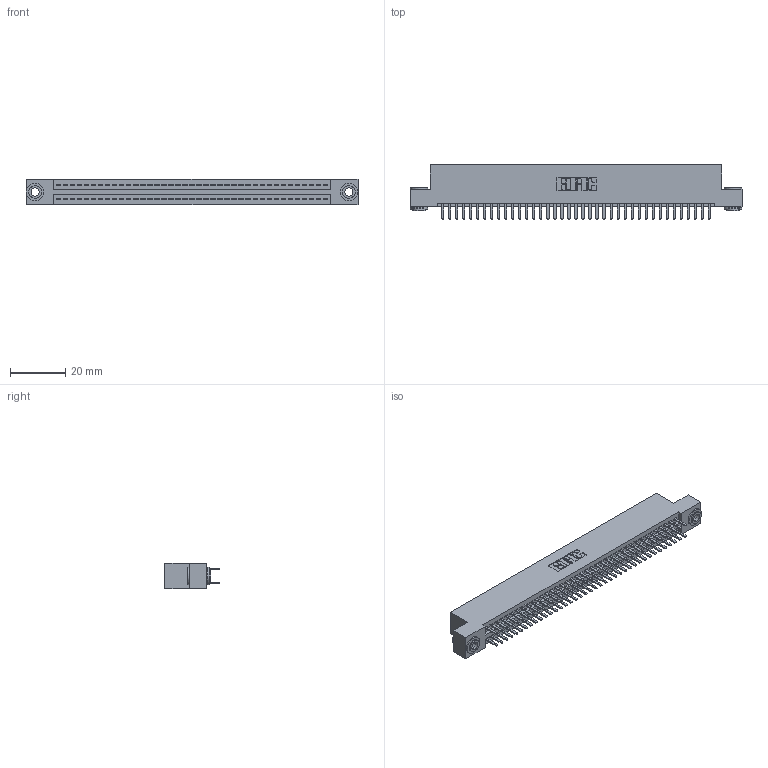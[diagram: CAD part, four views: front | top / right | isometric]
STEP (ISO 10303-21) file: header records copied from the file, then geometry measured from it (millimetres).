
FILE_DESCRIPTION (( 'STEP AP203' ), '1' );
FILE_NAME ('345-078-520-203.STEP', '2019-10-31T14:35:59', ( '' ), ( '' ), 'SwSTEP 2.0', 'SolidWorks 2016', '' );
FILE_SCHEMA (( 'CONFIG_CONTROL_DESIGN' ));
Length unit declared in the file: inch
Products named in the file (4): 345-078-520-203; 345-292-001_345-293-120; 345-250-002_345-250-002-102; 345 Part_Flush Mounting Lugs - 0.156 Dia-TH
Assembly tree (81 placements, depth 2):
  345-078-520-203
    345 Part_Flush Mounting Lugs - 0.156 Dia-TH
    345-292-001_345-293-120  x78
    345-250-002_345-250-002-102  x2
Bounding box: 120.27 x 19.68 x 9.4 mm (x, y, z)
Volume: 11640.3 mm3; surface area: 17280.2 mm2
Topology: 81 solids, 81 shells, 4376 faces, 12663 edges, 8230 vertices
Faces by surface type: plane 2820, cylinder 1548, cone 8
Entity records: 31768 total; most frequent: CARTESIAN_POINT 5315, ORIENTED_EDGE 5230, DIRECTION 4709, EDGE_CURVE 2615, VECTOR 2299, LINE 2299, VERTEX_POINT 1738, AXIS2_PLACEMENT_3D 1205
